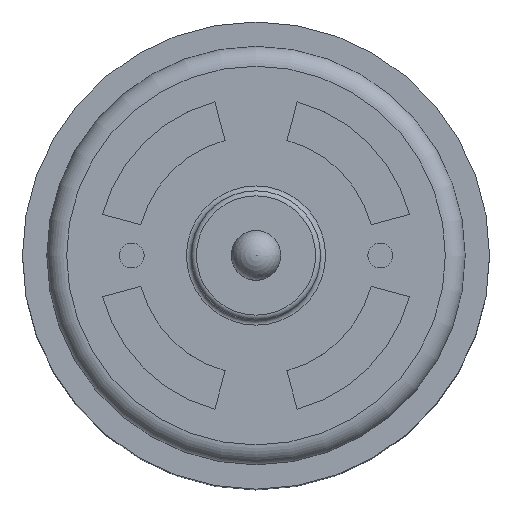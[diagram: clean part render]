
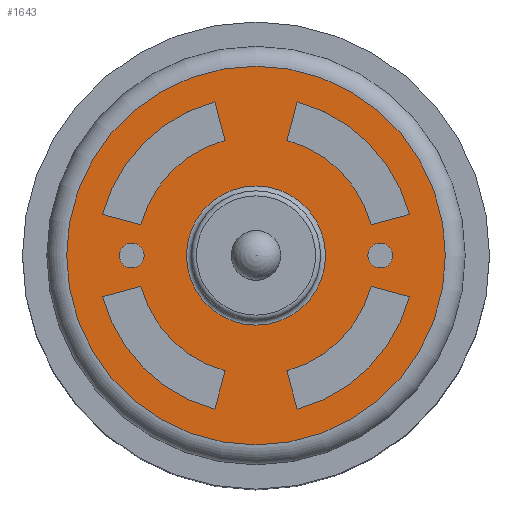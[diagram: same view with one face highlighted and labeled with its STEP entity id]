
A CAD part, top view. The second image highlights one B-rep face of the part: STEP entity #1643.
In plain terms, the highlighted planar face has unit normal (0, 0, 1).
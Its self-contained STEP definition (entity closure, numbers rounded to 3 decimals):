
#54=FACE_BOUND('',#366,.T.);
#55=FACE_BOUND('',#367,.T.);
#56=FACE_BOUND('',#368,.T.);
#57=FACE_BOUND('',#369,.T.);
#58=FACE_BOUND('',#370,.T.);
#59=FACE_BOUND('',#371,.T.);
#60=FACE_BOUND('',#372,.T.);
#233=FACE_OUTER_BOUND('',#365,.T.);
#365=EDGE_LOOP('',(#1434));
#366=EDGE_LOOP('',(#1435,#1436,#1437,#1438));
#367=EDGE_LOOP('',(#1439,#1440,#1441,#1442));
#368=EDGE_LOOP('',(#1443,#1444,#1445,#1446));
#369=EDGE_LOOP('',(#1447,#1448,#1449,#1450));
#370=EDGE_LOOP('',(#1451));
#371=EDGE_LOOP('',(#1452));
#372=EDGE_LOOP('',(#1453));
#480=LINE('',#2916,#596);
#484=LINE('',#2928,#600);
#488=LINE('',#2940,#604);
#492=LINE('',#2952,#608);
#496=LINE('',#2964,#612);
#500=LINE('',#2976,#616);
#504=LINE('',#2988,#620);
#508=LINE('',#3000,#624);
#596=VECTOR('',#2154,4.);
#600=VECTOR('',#2166,4.);
#604=VECTOR('',#2178,4.);
#608=VECTOR('',#2190,4.);
#612=VECTOR('',#2202,4.);
#616=VECTOR('',#2214,4.);
#620=VECTOR('',#2226,4.);
#624=VECTOR('',#2238,4.);
#678=CIRCLE('',#1772,16.);
#680=CIRCLE('',#1776,12.);
#682=CIRCLE('',#1780,16.);
#684=CIRCLE('',#1784,12.);
#686=CIRCLE('',#1788,16.);
#688=CIRCLE('',#1792,12.);
#690=CIRCLE('',#1796,16.);
#692=CIRCLE('',#1800,12.);
#694=CIRCLE('',#1803,1.25);
#696=CIRCLE('',#1806,1.25);
#702=CIRCLE('',#1818,7.);
#703=CIRCLE('',#1820,19.05);
#816=VERTEX_POINT('',#2913);
#817=VERTEX_POINT('',#2915);
#819=VERTEX_POINT('',#2921);
#821=VERTEX_POINT('',#2927);
#824=VERTEX_POINT('',#2937);
#825=VERTEX_POINT('',#2939);
#827=VERTEX_POINT('',#2945);
#829=VERTEX_POINT('',#2951);
#832=VERTEX_POINT('',#2961);
#833=VERTEX_POINT('',#2963);
#835=VERTEX_POINT('',#2969);
#837=VERTEX_POINT('',#2975);
#840=VERTEX_POINT('',#2985);
#841=VERTEX_POINT('',#2987);
#843=VERTEX_POINT('',#2993);
#845=VERTEX_POINT('',#2999);
#847=VERTEX_POINT('',#3008);
#849=VERTEX_POINT('',#3013);
#855=VERTEX_POINT('',#3031);
#856=VERTEX_POINT('',#3034);
#1013=EDGE_CURVE('',#817,#816,#480,.T.);
#1016=EDGE_CURVE('',#819,#817,#678,.T.);
#1019=EDGE_CURVE('',#821,#819,#484,.T.);
#1022=EDGE_CURVE('',#816,#821,#680,.T.);
#1025=EDGE_CURVE('',#825,#824,#488,.T.);
#1028=EDGE_CURVE('',#827,#825,#682,.T.);
#1031=EDGE_CURVE('',#829,#827,#492,.T.);
#1034=EDGE_CURVE('',#824,#829,#684,.T.);
#1037=EDGE_CURVE('',#833,#832,#496,.T.);
#1040=EDGE_CURVE('',#835,#833,#686,.T.);
#1043=EDGE_CURVE('',#837,#835,#500,.T.);
#1046=EDGE_CURVE('',#832,#837,#688,.T.);
#1049=EDGE_CURVE('',#841,#840,#504,.T.);
#1052=EDGE_CURVE('',#843,#841,#690,.T.);
#1055=EDGE_CURVE('',#845,#843,#508,.T.);
#1058=EDGE_CURVE('',#840,#845,#692,.T.);
#1060=EDGE_CURVE('',#847,#847,#694,.T.);
#1062=EDGE_CURVE('',#849,#849,#696,.T.);
#1068=EDGE_CURVE('',#855,#855,#702,.T.);
#1069=EDGE_CURVE('',#856,#856,#703,.T.);
#1434=ORIENTED_EDGE('',*,*,#1069,.F.);
#1435=ORIENTED_EDGE('',*,*,#1019,.T.);
#1436=ORIENTED_EDGE('',*,*,#1016,.T.);
#1437=ORIENTED_EDGE('',*,*,#1013,.T.);
#1438=ORIENTED_EDGE('',*,*,#1022,.T.);
#1439=ORIENTED_EDGE('',*,*,#1031,.T.);
#1440=ORIENTED_EDGE('',*,*,#1028,.T.);
#1441=ORIENTED_EDGE('',*,*,#1025,.T.);
#1442=ORIENTED_EDGE('',*,*,#1034,.T.);
#1443=ORIENTED_EDGE('',*,*,#1043,.T.);
#1444=ORIENTED_EDGE('',*,*,#1040,.T.);
#1445=ORIENTED_EDGE('',*,*,#1037,.T.);
#1446=ORIENTED_EDGE('',*,*,#1046,.T.);
#1447=ORIENTED_EDGE('',*,*,#1055,.T.);
#1448=ORIENTED_EDGE('',*,*,#1052,.T.);
#1449=ORIENTED_EDGE('',*,*,#1049,.T.);
#1450=ORIENTED_EDGE('',*,*,#1058,.T.);
#1451=ORIENTED_EDGE('',*,*,#1060,.T.);
#1452=ORIENTED_EDGE('',*,*,#1062,.T.);
#1453=ORIENTED_EDGE('',*,*,#1068,.F.);
#1550=PLANE('',#1819);
#1643=ADVANCED_FACE('',(#233,#54,#55,#56,#57,#58,#59,#60),#1550,.F.);
#1772=AXIS2_PLACEMENT_3D('',#2922,#2160,#2161);
#1776=AXIS2_PLACEMENT_3D('',#2932,#2172,#2173);
#1780=AXIS2_PLACEMENT_3D('',#2946,#2184,#2185);
#1784=AXIS2_PLACEMENT_3D('',#2956,#2196,#2197);
#1788=AXIS2_PLACEMENT_3D('',#2970,#2208,#2209);
#1792=AXIS2_PLACEMENT_3D('',#2980,#2220,#2221);
#1796=AXIS2_PLACEMENT_3D('',#2994,#2232,#2233);
#1800=AXIS2_PLACEMENT_3D('',#3004,#2244,#2245);
#1803=AXIS2_PLACEMENT_3D('',#3009,#2250,#2251);
#1806=AXIS2_PLACEMENT_3D('',#3014,#2256,#2257);
#1818=AXIS2_PLACEMENT_3D('',#3032,#2280,#2281);
#1819=AXIS2_PLACEMENT_3D('',#3033,#2282,#2283);
#1820=AXIS2_PLACEMENT_3D('',#3035,#2284,#2285);
#2154=DIRECTION('',(-0.259,0.966,0.));
#2160=DIRECTION('center_axis',(0.,0.,-1.));
#2161=DIRECTION('ref_axis',(-0.259,0.966,0.));
#2166=DIRECTION('',(0.966,-0.259,0.));
#2172=DIRECTION('center_axis',(0.,0.,1.));
#2173=DIRECTION('ref_axis',(0.259,-0.966,0.));
#2178=DIRECTION('',(0.966,0.259,0.));
#2184=DIRECTION('center_axis',(0.,0.,-1.));
#2185=DIRECTION('ref_axis',(0.966,0.259,0.));
#2190=DIRECTION('',(-0.259,-0.966,0.));
#2196=DIRECTION('center_axis',(0.,0.,1.));
#2197=DIRECTION('ref_axis',(-0.966,-0.259,0.));
#2202=DIRECTION('',(0.259,-0.966,0.));
#2208=DIRECTION('center_axis',(0.,0.,-1.));
#2209=DIRECTION('ref_axis',(0.259,-0.966,0.));
#2214=DIRECTION('',(-0.966,0.259,0.));
#2220=DIRECTION('center_axis',(0.,0.,1.));
#2221=DIRECTION('ref_axis',(-0.259,0.966,0.));
#2226=DIRECTION('',(-0.966,-0.259,0.));
#2232=DIRECTION('center_axis',(0.,0.,-1.));
#2233=DIRECTION('ref_axis',(-0.966,-0.259,0.));
#2238=DIRECTION('',(0.259,0.966,0.));
#2244=DIRECTION('center_axis',(0.,0.,1.));
#2245=DIRECTION('ref_axis',(0.966,0.259,0.));
#2250=DIRECTION('center_axis',(0.,0.,-1.));
#2251=DIRECTION('ref_axis',(-1.,0.,0.));
#2256=DIRECTION('center_axis',(0.,0.,-1.));
#2257=DIRECTION('ref_axis',(1.,0.,0.));
#2280=DIRECTION('center_axis',(0.,0.,1.));
#2281=DIRECTION('ref_axis',(-1.,0.,0.));
#2282=DIRECTION('center_axis',(0.,0.,-1.));
#2283=DIRECTION('ref_axis',(-1.,0.,0.));
#2284=DIRECTION('center_axis',(0.,0.,-1.));
#2285=DIRECTION('ref_axis',(-1.,0.,0.));
#2913=CARTESIAN_POINT('',(3.106,-11.591,35.65));
#2915=CARTESIAN_POINT('',(4.141,-15.455,35.65));
#2916=CARTESIAN_POINT('',(1.553,-5.796,35.65));
#2921=CARTESIAN_POINT('',(15.455,-4.141,35.65));
#2922=CARTESIAN_POINT('Origin',(0.,0.,35.65));
#2927=CARTESIAN_POINT('',(11.591,-3.106,35.65));
#2928=CARTESIAN_POINT('',(7.727,-2.071,35.65));
#2932=CARTESIAN_POINT('Origin',(0.,0.,35.65));
#2937=CARTESIAN_POINT('',(-11.591,-3.106,35.65));
#2939=CARTESIAN_POINT('',(-15.455,-4.141,35.65));
#2940=CARTESIAN_POINT('',(-5.796,-1.553,35.65));
#2945=CARTESIAN_POINT('',(-4.141,-15.455,35.65));
#2946=CARTESIAN_POINT('Origin',(0.,0.,35.65));
#2951=CARTESIAN_POINT('',(-3.106,-11.591,35.65));
#2952=CARTESIAN_POINT('',(-2.071,-7.727,35.65));
#2956=CARTESIAN_POINT('Origin',(0.,0.,35.65));
#2961=CARTESIAN_POINT('',(-3.106,11.591,35.65));
#2963=CARTESIAN_POINT('',(-4.141,15.455,35.65));
#2964=CARTESIAN_POINT('',(-1.553,5.796,35.65));
#2969=CARTESIAN_POINT('',(-15.455,4.141,35.65));
#2970=CARTESIAN_POINT('Origin',(0.,0.,35.65));
#2975=CARTESIAN_POINT('',(-11.591,3.106,35.65));
#2976=CARTESIAN_POINT('',(-7.727,2.071,35.65));
#2980=CARTESIAN_POINT('Origin',(0.,0.,35.65));
#2985=CARTESIAN_POINT('',(11.591,3.106,35.65));
#2987=CARTESIAN_POINT('',(15.455,4.141,35.65));
#2988=CARTESIAN_POINT('',(5.796,1.553,35.65));
#2993=CARTESIAN_POINT('',(4.141,15.455,35.65));
#2994=CARTESIAN_POINT('Origin',(0.,0.,35.65));
#2999=CARTESIAN_POINT('',(3.106,11.591,35.65));
#3000=CARTESIAN_POINT('',(2.071,7.727,35.65));
#3004=CARTESIAN_POINT('Origin',(0.,0.,35.65));
#3008=CARTESIAN_POINT('',(-13.75,0.,35.65));
#3009=CARTESIAN_POINT('Origin',(-12.5,0.,35.65));
#3013=CARTESIAN_POINT('',(13.75,0.,35.65));
#3014=CARTESIAN_POINT('Origin',(12.5,0.,35.65));
#3031=CARTESIAN_POINT('',(7.,0.,35.65));
#3032=CARTESIAN_POINT('Origin',(0.,0.,35.65));
#3033=CARTESIAN_POINT('Origin',(0.,0.,35.65));
#3034=CARTESIAN_POINT('',(19.05,0.,35.65));
#3035=CARTESIAN_POINT('Origin',(0.,0.,35.65));
